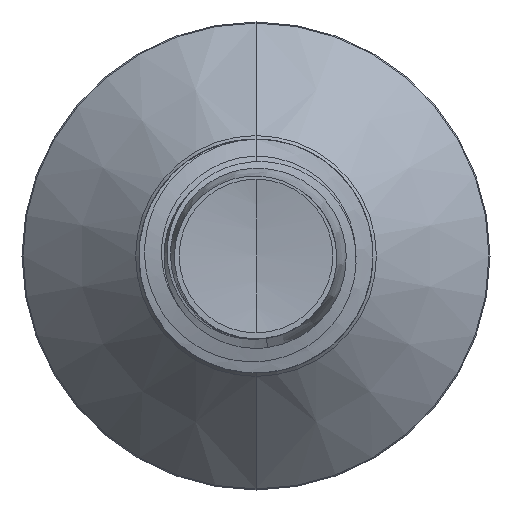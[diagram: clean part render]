
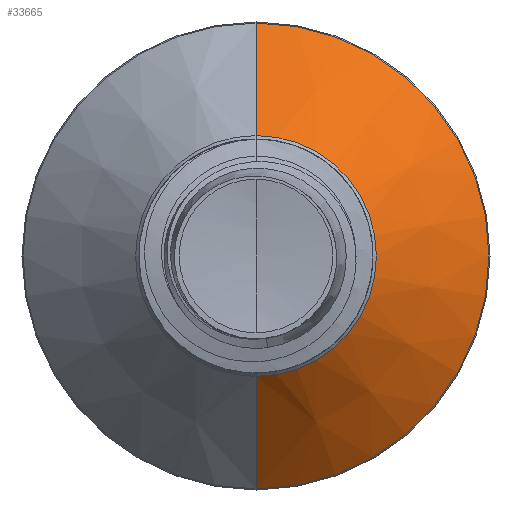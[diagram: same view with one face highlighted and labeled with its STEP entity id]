
A CAD part, front view. The second image highlights one B-rep face of the part: STEP entity #33665.
In plain terms, the highlighted conical face has half-angle 45 degrees and reference radius 3.088 mm.
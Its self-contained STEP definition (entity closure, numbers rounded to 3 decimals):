
#729 = ORIENTED_EDGE ( 'NONE', *, *, #4145, .T. ) ;
#1619 = CARTESIAN_POINT ( 'NONE',  ( 0., 36.624, 5.974 ) ) ;
#4145 = EDGE_CURVE ( 'NONE', #16540, #43248, #21562, .T. ) ;
#5030 = AXIS2_PLACEMENT_3D ( 'NONE', #13638, #13491, #13440 ) ;
#5639 = VECTOR ( 'NONE', #40347, 1000. ) ;
#5704 = EDGE_CURVE ( 'NONE', #16540, #39215, #23869, .T. ) ;
#7231 = LINE ( 'NONE', #11239, #5639 ) ;
#7539 = EDGE_CURVE ( 'NONE', #39215, #11585, #13006, .T. ) ;
#8152 = CARTESIAN_POINT ( 'NONE',  ( 0., 33.739, -3.089 ) ) ;
#9392 = CARTESIAN_POINT ( 'NONE',  ( 0., 36.624, 0. ) ) ;
#9734 = EDGE_LOOP ( 'NONE', ( #729, #35289, #34200, #35904 ) ) ;
#10704 = VECTOR ( 'NONE', #22434, 1000. ) ;
#11239 = CARTESIAN_POINT ( 'NONE',  ( 0., 33.739, -3.089 ) ) ;
#11585 = VERTEX_POINT ( 'NONE', #49680 ) ;
#13006 = CIRCLE ( 'NONE', #22501, 5.974 ) ;
#13440 = DIRECTION ( 'NONE',  ( 0., 0., 1. ) ) ;
#13491 = DIRECTION ( 'NONE',  ( 0., 1., 0. ) ) ;
#13638 = CARTESIAN_POINT ( 'NONE',  ( 0., 33.739, 0. ) ) ;
#16540 = VERTEX_POINT ( 'NONE', #28086 ) ;
#18803 = CARTESIAN_POINT ( 'NONE',  ( 0., 33.739, 0. ) ) ;
#21562 = CIRCLE ( 'NONE', #5030, 3.089 ) ;
#22434 = DIRECTION ( 'NONE',  ( 0., 0.707, 0.707 ) ) ;
#22501 = AXIS2_PLACEMENT_3D ( 'NONE', #9392, #27693, #27202 ) ;
#22658 = CARTESIAN_POINT ( 'NONE',  ( 0., 33.739, 3.089 ) ) ;
#23869 = LINE ( 'NONE', #22658, #10704 ) ;
#27202 = DIRECTION ( 'NONE',  ( 0., 0., 1. ) ) ;
#27693 = DIRECTION ( 'NONE',  ( 0., 1., 0. ) ) ;
#28086 = CARTESIAN_POINT ( 'NONE',  ( 0., 33.739, 3.089 ) ) ;
#33665 = ADVANCED_FACE ( 'NONE', ( #56076 ), #41569, .T. ) ;
#34200 = ORIENTED_EDGE ( 'NONE', *, *, #7539, .F. ) ;
#35289 = ORIENTED_EDGE ( 'NONE', *, *, #59046, .T. ) ;
#35904 = ORIENTED_EDGE ( 'NONE', *, *, #5704, .F. ) ;
#39215 = VERTEX_POINT ( 'NONE', #1619 ) ;
#40347 = DIRECTION ( 'NONE',  ( 0., 0.707, -0.707 ) ) ;
#41569 = CONICAL_SURFACE ( 'NONE', #41872, 3.089, 0.785 ) ;
#41872 = AXIS2_PLACEMENT_3D ( 'NONE', #18803, #42379, #51676 ) ;
#42379 = DIRECTION ( 'NONE',  ( 0., 1., 0. ) ) ;
#43248 = VERTEX_POINT ( 'NONE', #8152 ) ;
#49680 = CARTESIAN_POINT ( 'NONE',  ( 0., 36.624, -5.974 ) ) ;
#51676 = DIRECTION ( 'NONE',  ( 0., 0., 1. ) ) ;
#56076 = FACE_OUTER_BOUND ( 'NONE', #9734, .T. ) ;
#59046 = EDGE_CURVE ( 'NONE', #43248, #11585, #7231, .T. ) ;
